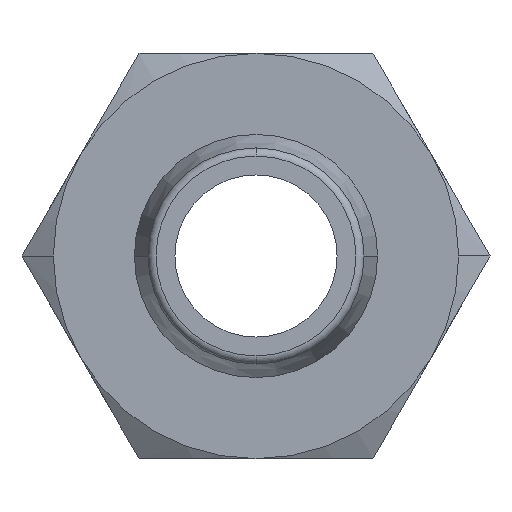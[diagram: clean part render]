
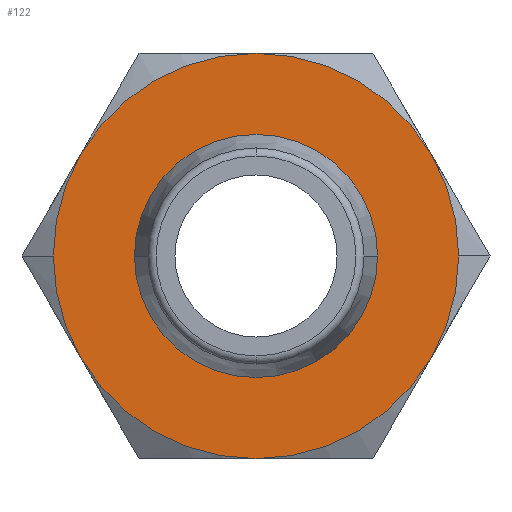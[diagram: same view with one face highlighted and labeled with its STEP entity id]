
A CAD part, front view. The second image highlights one B-rep face of the part: STEP entity #122.
In plain terms, the highlighted planar face has unit normal (0, -1, 0).
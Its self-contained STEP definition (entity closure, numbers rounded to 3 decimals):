
#122=ADVANCED_FACE('',(#258,#259),#260,.T.);
#258=FACE_OUTER_BOUND('',#407,.T.);
#259=FACE_BOUND('',#408,.T.);
#260=PLANE('',#409);
#407=EDGE_LOOP('',(#683,#684,#685,#686,#687,#688,#689,#690));
#408=EDGE_LOOP('',(#691,#692));
#409=AXIS2_PLACEMENT_3D('',#693,#694,#695);
#683=ORIENTED_EDGE('',*,*,#954,.F.);
#684=ORIENTED_EDGE('',*,*,#944,.F.);
#685=ORIENTED_EDGE('',*,*,#952,.F.);
#686=ORIENTED_EDGE('',*,*,#956,.F.);
#687=ORIENTED_EDGE('',*,*,#957,.F.);
#688=ORIENTED_EDGE('',*,*,#958,.F.);
#689=ORIENTED_EDGE('',*,*,#901,.F.);
#690=ORIENTED_EDGE('',*,*,#912,.F.);
#691=ORIENTED_EDGE('',*,*,#876,.F.);
#692=ORIENTED_EDGE('',*,*,#896,.F.);
#693=CARTESIAN_POINT('',(3.75,14.0,0.0));
#694=DIRECTION('',(-0.0,-1.0,-0.0));
#695=DIRECTION('',(-1.0,0.0,0.0));
#876=EDGE_CURVE('',#1037,#1035,#1039,.T.);
#896=EDGE_CURVE('',#1035,#1037,#1072,.T.);
#901=EDGE_CURVE('',#1078,#1075,#1080,.T.);
#912=EDGE_CURVE('',#1093,#1078,#1095,.T.);
#944=EDGE_CURVE('',#1136,#998,#1138,.T.);
#952=EDGE_CURVE('',#1117,#1136,#1147,.T.);
#954=EDGE_CURVE('',#998,#1093,#1149,.T.);
#956=EDGE_CURVE('',#1151,#1117,#1152,.T.);
#957=EDGE_CURVE('',#1153,#1151,#1154,.T.);
#958=EDGE_CURVE('',#1075,#1153,#1155,.T.);
#998=VERTEX_POINT('',#1200);
#1035=VERTEX_POINT('',#1289);
#1037=VERTEX_POINT('',#1292);
#1039=CIRCLE('',#1295,4.5);
#1072=CIRCLE('',#1346,4.5);
#1075=VERTEX_POINT('',#1349);
#1078=VERTEX_POINT('',#1363);
#1080=CIRCLE('',#1376,7.5);
#1093=VERTEX_POINT('',#1389);
#1095=CIRCLE('',#1392,7.5);
#1117=VERTEX_POINT('',#1448);
#1136=VERTEX_POINT('',#1506);
#1138=CIRCLE('',#1519,7.5);
#1147=CIRCLE('',#1561,7.5);
#1149=CIRCLE('',#1563,7.5);
#1151=VERTEX_POINT('',#1565);
#1152=CIRCLE('',#1566,7.5);
#1153=VERTEX_POINT('',#1567);
#1154=CIRCLE('',#1568,7.5);
#1155=CIRCLE('',#1569,7.5);
#1200=CARTESIAN_POINT('',(6.495,14.0,3.75));
#1289=CARTESIAN_POINT('',(4.5,14.0,0.));
#1292=CARTESIAN_POINT('',(-4.5,14.0,0.));
#1295=AXIS2_PLACEMENT_3D('',#1718,#1719,#1720);
#1346=AXIS2_PLACEMENT_3D('',#1746,#1747,#1748);
#1349=CARTESIAN_POINT('',(0.0,14.0,-7.5));
#1363=CARTESIAN_POINT('',(6.495,14.0,-3.75));
#1376=AXIS2_PLACEMENT_3D('',#1752,#1753,#1754);
#1389=CARTESIAN_POINT('',(7.5,14.0,0.));
#1392=AXIS2_PLACEMENT_3D('',#1774,#1775,#1776);
#1448=CARTESIAN_POINT('',(-6.495,14.0,3.75));
#1506=CARTESIAN_POINT('',(0.,14.0,7.5));
#1519=AXIS2_PLACEMENT_3D('',#1811,#1812,#1813);
#1561=AXIS2_PLACEMENT_3D('',#1817,#1818,#1819);
#1563=AXIS2_PLACEMENT_3D('',#1820,#1821,#1822);
#1565=CARTESIAN_POINT('',(-7.5,14.0,0.));
#1566=AXIS2_PLACEMENT_3D('',#1823,#1824,#1825);
#1567=CARTESIAN_POINT('',(-6.495,14.0,-3.75));
#1568=AXIS2_PLACEMENT_3D('',#1826,#1827,#1828);
#1569=AXIS2_PLACEMENT_3D('',#1829,#1830,#1831);
#1718=CARTESIAN_POINT('',(0.0,14.0,0.0));
#1719=DIRECTION('',(0.0,-1.0,0.0));
#1720=DIRECTION('',(1.0,0.0,0.0));
#1746=CARTESIAN_POINT('',(0.0,14.0,0.0));
#1747=DIRECTION('',(0.0,-1.0,0.0));
#1748=DIRECTION('',(1.0,0.0,0.0));
#1752=CARTESIAN_POINT('',(0.0,14.0,0.0));
#1753=DIRECTION('',(-0.0,1.0,0.0));
#1754=DIRECTION('',(1.0,0.0,0.0));
#1774=CARTESIAN_POINT('',(0.0,14.0,0.0));
#1775=DIRECTION('',(-0.0,1.0,0.0));
#1776=DIRECTION('',(1.0,0.0,0.0));
#1811=CARTESIAN_POINT('',(0.0,14.0,0.0));
#1812=DIRECTION('',(-0.0,1.0,0.0));
#1813=DIRECTION('',(1.0,0.0,0.0));
#1817=CARTESIAN_POINT('',(0.0,14.0,0.0));
#1818=DIRECTION('',(-0.0,1.0,0.0));
#1819=DIRECTION('',(1.0,0.0,0.0));
#1820=CARTESIAN_POINT('',(0.0,14.0,0.0));
#1821=DIRECTION('',(-0.0,1.0,0.0));
#1822=DIRECTION('',(1.0,0.0,0.0));
#1823=CARTESIAN_POINT('',(0.0,14.0,0.0));
#1824=DIRECTION('',(-0.0,1.0,0.0));
#1825=DIRECTION('',(1.0,0.0,0.0));
#1826=CARTESIAN_POINT('',(0.0,14.0,0.0));
#1827=DIRECTION('',(-0.0,1.0,0.0));
#1828=DIRECTION('',(1.0,0.0,0.0));
#1829=CARTESIAN_POINT('',(0.0,14.0,0.0));
#1830=DIRECTION('',(-0.0,1.0,0.0));
#1831=DIRECTION('',(1.0,0.0,0.0));
